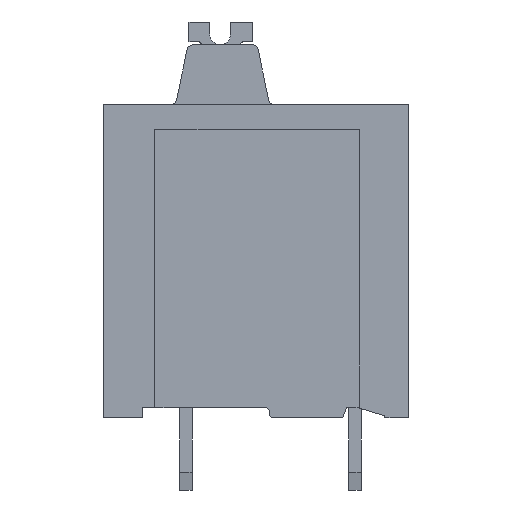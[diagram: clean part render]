
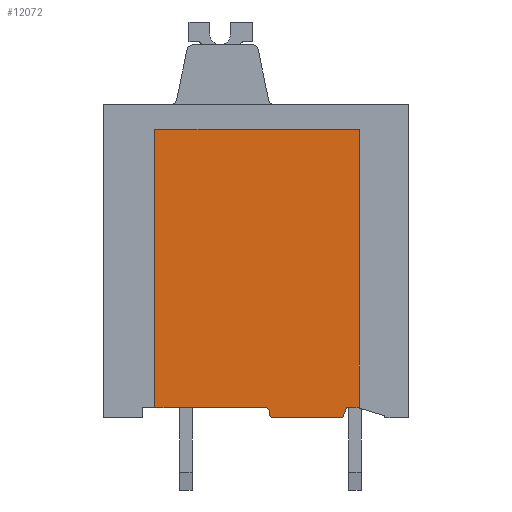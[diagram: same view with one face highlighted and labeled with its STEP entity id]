
A CAD part, left-side view. The second image highlights one B-rep face of the part: STEP entity #12072.
In plain terms, the highlighted planar face has unit normal (-1, 0, 0).
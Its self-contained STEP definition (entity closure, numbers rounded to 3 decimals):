
#5434=AXIS2_PLACEMENT_3D('Plane Axis2P3D',#5431,#5432,#5433) ;
#9847=AXIS2_PLACEMENT_3D('Circle Axis2P3D',#9845,#9846,$) ;
#9902=AXIS2_PLACEMENT_3D('Circle Axis2P3D',#9900,#9901,$) ;
#5431=CARTESIAN_POINT('Axis2P3D Location',(1.1,2.4,0.)) ;
#9720=CARTESIAN_POINT('Vertex',(1.1,2.5,4.)) ;
#9732=CARTESIAN_POINT('Vertex',(1.1,2.4,3.97)) ;
#9735=CARTESIAN_POINT('Line Origine',(1.1,2.45,3.985)) ;
#9816=CARTESIAN_POINT('Vertex',(1.1,6.95,4.)) ;
#9819=CARTESIAN_POINT('Line Origine',(1.1,9.625,4.)) ;
#9823=CARTESIAN_POINT('Vertex',(1.1,12.3,4.)) ;
#9845=CARTESIAN_POINT('Axis2P3D Location',(1.1,6.95,3.8)) ;
#9849=CARTESIAN_POINT('Vertex',(1.1,6.75,3.8)) ;
#9873=CARTESIAN_POINT('Vertex',(1.1,6.75,3.7)) ;
#9876=CARTESIAN_POINT('Line Origine',(1.1,6.75,3.75)) ;
#9897=CARTESIAN_POINT('Vertex',(1.1,6.55,3.5)) ;
#9900=CARTESIAN_POINT('Axis2P3D Location',(1.1,6.55,3.7)) ;
#9916=CARTESIAN_POINT('Vertex',(1.1,3.2,3.5)) ;
#9919=CARTESIAN_POINT('Line Origine',(1.1,4.875,3.5)) ;
#9940=CARTESIAN_POINT('Vertex',(1.1,3.,4.)) ;
#9943=CARTESIAN_POINT('Line Origine',(1.1,3.1,3.75)) ;
#9955=CARTESIAN_POINT('Line Origine',(1.1,2.75,4.)) ;
#9972=CARTESIAN_POINT('Line Origine',(1.1,12.3,10.75)) ;
#9976=CARTESIAN_POINT('Vertex',(1.1,12.3,17.5)) ;
#9996=CARTESIAN_POINT('Line Origine',(1.1,7.35,17.5)) ;
#10000=CARTESIAN_POINT('Vertex',(1.1,2.4,17.5)) ;
#10020=CARTESIAN_POINT('Line Origine',(1.1,2.4,10.735)) ;
#5432=DIRECTION('Axis2P3D Direction',(1.,0.,0.)) ;
#5433=DIRECTION('Axis2P3D XDirection',(0.,1.,0.)) ;
#9736=DIRECTION('Vector Direction',(0.,-0.959,-0.284)) ;
#9820=DIRECTION('Vector Direction',(0.,1.,0.)) ;
#9846=DIRECTION('Axis2P3D Direction',(-1.,0.,0.)) ;
#9877=DIRECTION('Vector Direction',(0.,0.,1.)) ;
#9901=DIRECTION('Axis2P3D Direction',(-1.,0.,0.)) ;
#9920=DIRECTION('Vector Direction',(0.,1.,0.)) ;
#9944=DIRECTION('Vector Direction',(0.,0.371,-0.928)) ;
#9956=DIRECTION('Vector Direction',(0.,1.,0.)) ;
#9973=DIRECTION('Vector Direction',(0.,0.,1.)) ;
#9997=DIRECTION('Vector Direction',(0.,1.,0.)) ;
#10021=DIRECTION('Vector Direction',(0.,0.,1.)) ;
#9737=VECTOR('Line Direction',#9736,1.) ;
#9821=VECTOR('Line Direction',#9820,1.) ;
#9878=VECTOR('Line Direction',#9877,1.) ;
#9921=VECTOR('Line Direction',#9920,1.) ;
#9945=VECTOR('Line Direction',#9944,1.) ;
#9957=VECTOR('Line Direction',#9956,1.) ;
#9974=VECTOR('Line Direction',#9973,1.) ;
#9998=VECTOR('Line Direction',#9997,1.) ;
#10022=VECTOR('Line Direction',#10021,1.) ;
#12060=ORIENTED_EDGE('',*,*,#9825,.F.) ;
#12061=ORIENTED_EDGE('',*,*,#9851,.T.) ;
#12062=ORIENTED_EDGE('',*,*,#9880,.F.) ;
#12063=ORIENTED_EDGE('',*,*,#9904,.F.) ;
#12064=ORIENTED_EDGE('',*,*,#9923,.F.) ;
#12065=ORIENTED_EDGE('',*,*,#9947,.F.) ;
#12066=ORIENTED_EDGE('',*,*,#9959,.F.) ;
#12067=ORIENTED_EDGE('',*,*,#9739,.T.) ;
#12068=ORIENTED_EDGE('',*,*,#10024,.T.) ;
#12069=ORIENTED_EDGE('',*,*,#10002,.T.) ;
#12070=ORIENTED_EDGE('',*,*,#9978,.F.) ;
#12072=ADVANCED_FACE('_LMF 5.00/13/180  3.5SN OR BX 1330300000',(#12071),#5435,.F.) ;
#9848=CIRCLE('generated circle',#9847,0.2) ;
#9903=CIRCLE('generated circle',#9902,0.2) ;
#9739=EDGE_CURVE('',#9721,#9733,#9738,.T.) ;
#9825=EDGE_CURVE('',#9817,#9824,#9822,.T.) ;
#9851=EDGE_CURVE('',#9817,#9850,#9848,.F.) ;
#9880=EDGE_CURVE('',#9874,#9850,#9879,.T.) ;
#9904=EDGE_CURVE('',#9898,#9874,#9903,.F.) ;
#9923=EDGE_CURVE('',#9917,#9898,#9922,.T.) ;
#9947=EDGE_CURVE('',#9941,#9917,#9946,.T.) ;
#9959=EDGE_CURVE('',#9721,#9941,#9958,.T.) ;
#9978=EDGE_CURVE('',#9824,#9977,#9975,.T.) ;
#10002=EDGE_CURVE('',#10001,#9977,#9999,.T.) ;
#10024=EDGE_CURVE('',#9733,#10001,#10023,.T.) ;
#12059=EDGE_LOOP('',(#12060,#12061,#12062,#12063,#12064,#12065,#12066,#12067,#12068,#12069,#12070)) ;
#12071=FACE_OUTER_BOUND('',#12059,.T.) ;
#9738=LINE('Line',#9735,#9737) ;
#9822=LINE('Line',#9819,#9821) ;
#9879=LINE('Line',#9876,#9878) ;
#9922=LINE('Line',#9919,#9921) ;
#9946=LINE('Line',#9943,#9945) ;
#9958=LINE('Line',#9955,#9957) ;
#9975=LINE('Line',#9972,#9974) ;
#9999=LINE('Line',#9996,#9998) ;
#10023=LINE('Line',#10020,#10022) ;
#5435=PLANE('',#5434) ;
#9721=VERTEX_POINT('',#9720) ;
#9733=VERTEX_POINT('',#9732) ;
#9817=VERTEX_POINT('',#9816) ;
#9824=VERTEX_POINT('',#9823) ;
#9850=VERTEX_POINT('',#9849) ;
#9874=VERTEX_POINT('',#9873) ;
#9898=VERTEX_POINT('',#9897) ;
#9917=VERTEX_POINT('',#9916) ;
#9941=VERTEX_POINT('',#9940) ;
#9977=VERTEX_POINT('',#9976) ;
#10001=VERTEX_POINT('',#10000) ;
